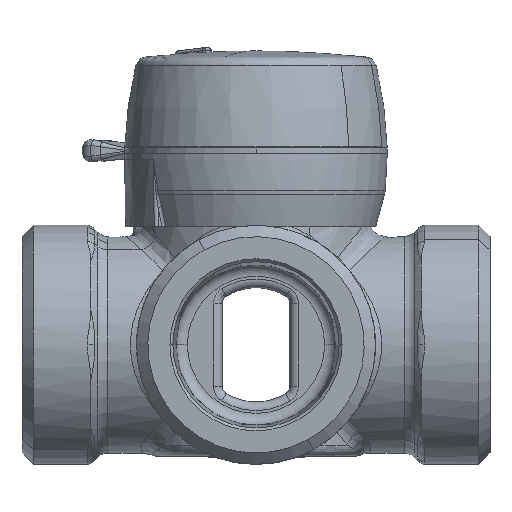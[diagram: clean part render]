
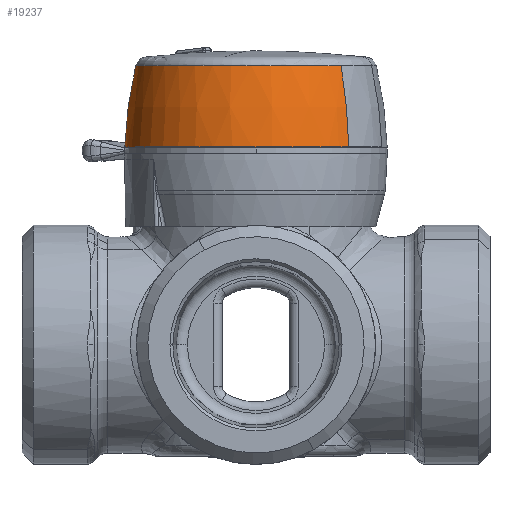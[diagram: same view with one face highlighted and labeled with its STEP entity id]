
A CAD part, front view. The second image highlights one B-rep face of the part: STEP entity #19237.
In plain terms, the highlighted face is a revolution surface.
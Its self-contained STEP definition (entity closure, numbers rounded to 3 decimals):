
#19228=AXIS2_PLACEMENT_3D('Circle Axis2P3D',#19226,#19227,$) ;
#18962=CARTESIAN_POINT('Vertex',(-11.027,20.184,66.5)) ;
#19000=CARTESIAN_POINT('Vertex',(0.,-23.,66.5)) ;
#19004=CARTESIAN_POINT('Control Point',(-11.027,20.184,66.5)) ;
#19005=CARTESIAN_POINT('Control Point',(-12.882,19.171,66.5)) ;
#19006=CARTESIAN_POINT('Control Point',(-14.622,17.944,66.5)) ;
#19007=CARTESIAN_POINT('Control Point',(-16.212,16.521,66.5)) ;
#19008=CARTESIAN_POINT('Control Point',(-19.036,13.336,66.5)) ;
#19009=CARTESIAN_POINT('Control Point',(-21.065,9.594,66.5)) ;
#19010=CARTESIAN_POINT('Control Point',(-21.859,7.614,66.5)) ;
#19011=CARTESIAN_POINT('Control Point',(-22.977,3.507,66.5)) ;
#19012=CARTESIAN_POINT('Control Point',(-23.135,-0.747,66.5)) ;
#19013=CARTESIAN_POINT('Control Point',(-22.967,-2.874,66.5)) ;
#19014=CARTESIAN_POINT('Control Point',(-22.148,-7.051,66.5)) ;
#19015=CARTESIAN_POINT('Control Point',(-20.402,-10.934,66.5)) ;
#19016=CARTESIAN_POINT('Control Point',(-19.308,-12.766,66.5)) ;
#19017=CARTESIAN_POINT('Control Point',(-16.72,-16.145,66.5)) ;
#19018=CARTESIAN_POINT('Control Point',(-13.433,-18.85,66.5)) ;
#19019=CARTESIAN_POINT('Control Point',(-11.64,-20.007,66.5)) ;
#19020=CARTESIAN_POINT('Control Point',(-8.305,-21.649,66.5)) ;
#19021=CARTESIAN_POINT('Control Point',(-4.721,-22.594,66.5)) ;
#19022=CARTESIAN_POINT('Control Point',(-3.158,-22.865,66.5)) ;
#19023=CARTESIAN_POINT('Control Point',(-1.579,-23.,66.5)) ;
#19024=CARTESIAN_POINT('Control Point',(0.,-23.,66.5)) ;
#19111=CARTESIAN_POINT('Control Point',(-11.027,20.184,66.5)) ;
#19112=CARTESIAN_POINT('Control Point',(-10.946,20.036,71.344)) ;
#19113=CARTESIAN_POINT('Control Point',(-10.639,19.474,76.171)) ;
#19114=CARTESIAN_POINT('Control Point',(-10.112,18.51,80.891)) ;
#19115=CARTESIAN_POINT('Vertex',(-10.112,18.51,80.891)) ;
#19194=CARTESIAN_POINT('Vertex',(0.,-21.092,80.891)) ;
#19198=CARTESIAN_POINT('Control Point',(0.,-23.,66.5)) ;
#19199=CARTESIAN_POINT('Control Point',(0.,-22.831,71.344)) ;
#19200=CARTESIAN_POINT('Control Point',(0.,-22.191,76.171)) ;
#19201=CARTESIAN_POINT('Control Point',(0.,-21.092,80.891)) ;
#19218=CARTESIAN_POINT('Control Point',(0.,23.,66.5)) ;
#19219=CARTESIAN_POINT('Control Point',(0.,22.831,71.344)) ;
#19220=CARTESIAN_POINT('Control Point',(0.,22.191,76.171)) ;
#19221=CARTESIAN_POINT('Control Point',(0.,21.092,80.891)) ;
#19222=CARTESIAN_POINT('Axis1P Location',(0.,0.,75.)) ;
#19226=CARTESIAN_POINT('Axis2P3D Location',(0.,0.,80.891)) ;
#19223=DIRECTION('Axis1P Direction',(0.,0.,1.)) ;
#19227=DIRECTION('Axis2P3D Direction',(0.,0.,1.)) ;
#19224=AXIS1_PLACEMENT('Revolution Surface Axis1P',#19222,#19223) ;
#19232=ORIENTED_EDGE('',*,*,#19230,.F.) ;
#19233=ORIENTED_EDGE('',*,*,#19117,.F.) ;
#19234=ORIENTED_EDGE('',*,*,#19025,.T.) ;
#19235=ORIENTED_EDGE('',*,*,#19202,.F.) ;
#19237=ADVANCED_FACE('Svart TPE',(#19236),#19225,.T.) ;
#19003=B_SPLINE_CURVE_WITH_KNOTS('',5,(#19004,#19005,#19006,#19007,#19008,#19009,#19010,#19011,#19012,#19013,#19014,#19015,#19016,#19017,#19018,#19019,#19020,#19021,#19022,#19023,#19024),.UNSPECIFIED.,.F.,.U.,(6,3,3,3,3,3,6),(0.,14.983,29.965,44.948,59.931,74.913,86.1),.UNSPECIFIED.) ;
#19110=B_SPLINE_CURVE_WITH_KNOTS('',3,(#19111,#19112,#19113,#19114),.UNSPECIFIED.,.F.,.U.,(4,4),(473.857,488.419),.UNSPECIFIED.) ;
#19197=B_SPLINE_CURVE_WITH_KNOTS('',3,(#19198,#19199,#19200,#19201),.UNSPECIFIED.,.F.,.U.,(4,4),(473.857,488.419),.UNSPECIFIED.) ;
#19217=B_SPLINE_CURVE_WITH_KNOTS('',3,(#19218,#19219,#19220,#19221),.UNSPECIFIED.,.F.,.U.,(4,4),(473.857,488.419),.UNSPECIFIED.) ;
#19229=CIRCLE('generated circle',#19228,21.092) ;
#19025=EDGE_CURVE('',#18963,#19001,#19003,.T.) ;
#19117=EDGE_CURVE('',#18963,#19116,#19110,.T.) ;
#19202=EDGE_CURVE('',#19195,#19001,#19197,.F.) ;
#19230=EDGE_CURVE('',#19116,#19195,#19229,.T.) ;
#19231=EDGE_LOOP('',(#19232,#19233,#19234,#19235)) ;
#19236=FACE_OUTER_BOUND('',#19231,.T.) ;
#19225=SURFACE_OF_REVOLUTION('Surface of Revolution',#19217,#19224) ;
#18963=VERTEX_POINT('',#18962) ;
#19001=VERTEX_POINT('',#19000) ;
#19116=VERTEX_POINT('',#19115) ;
#19195=VERTEX_POINT('',#19194) ;
